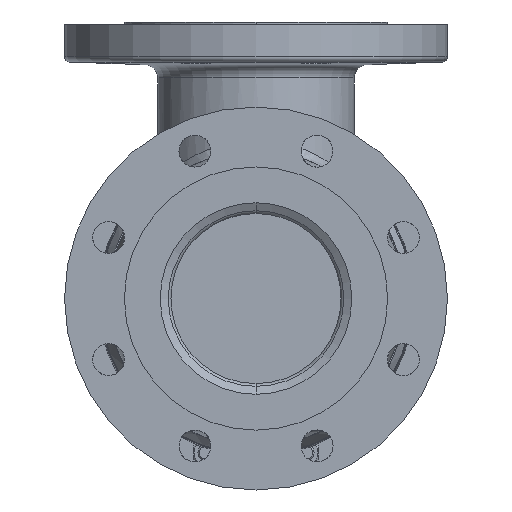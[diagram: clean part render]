
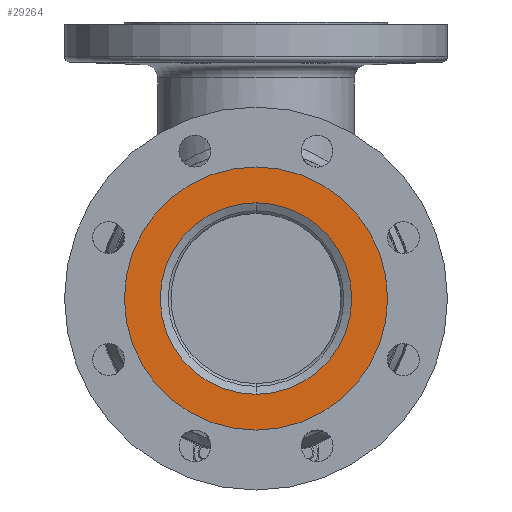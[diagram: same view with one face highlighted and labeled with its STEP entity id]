
A CAD part, front view. The second image highlights one B-rep face of the part: STEP entity #29264.
In plain terms, the highlighted planar face has unit normal (0, -1, 0).
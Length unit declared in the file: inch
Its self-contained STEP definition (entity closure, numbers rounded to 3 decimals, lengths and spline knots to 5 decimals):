
#568 = AXIS2_PLACEMENT_3D ( 'NONE', #39626, #33661, #23777 ) ;
#2938 = EDGE_CURVE ( 'NONE', #32183, #25002, #25010, .T. ) ;
#5332 = VERTEX_POINT ( 'NONE', #9310 ) ;
#6242 = EDGE_CURVE ( 'NONE', #32050, #5332, #17668, .T. ) ;
#6814 = CARTESIAN_POINT ( 'NONE',  ( 0., -9.90625, 0. ) ) ;
#9310 = CARTESIAN_POINT ( 'NONE',  ( 0., -9.90625, 3.0935 ) ) ;
#11779 = EDGE_LOOP ( 'NONE', ( #19111, #13845 ) ) ;
#12076 = CARTESIAN_POINT ( 'NONE',  ( 0., -9.90625, 0. ) ) ;
#13845 = ORIENTED_EDGE ( 'NONE', *, *, #6242, .F. ) ;
#15337 = DIRECTION ( 'NONE',  ( 0., 1., 0. ) ) ;
#16720 = DIRECTION ( 'NONE',  ( 0., 1., 0. ) ) ;
#17668 = CIRCLE ( 'NONE', #37870, 3.0935 ) ;
#19041 = EDGE_LOOP ( 'NONE', ( #25342, #28336 ) ) ;
#19111 = ORIENTED_EDGE ( 'NONE', *, *, #20779, .F. ) ;
#19563 = PLANE ( 'NONE',  #568 ) ;
#19976 = CIRCLE ( 'NONE', #40353, 2.25 ) ;
#20779 = EDGE_CURVE ( 'NONE', #5332, #32050, #28061, .T. ) ;
#20982 = FACE_OUTER_BOUND ( 'NONE', #11779, .T. ) ;
#21164 = CARTESIAN_POINT ( 'NONE',  ( 0., -9.90625, 0. ) ) ;
#22190 = DIRECTION ( 'NONE',  ( 0., 0., 1. ) ) ;
#23095 = AXIS2_PLACEMENT_3D ( 'NONE', #21164, #24504, #40507 ) ;
#23777 = DIRECTION ( 'NONE',  ( 0., 0., 1. ) ) ;
#24504 = DIRECTION ( 'NONE',  ( 0., 1., 0. ) ) ;
#24662 = CARTESIAN_POINT ( 'NONE',  ( 0., -9.90625, 0. ) ) ;
#24802 = DIRECTION ( 'NONE',  ( 0., 1., 0. ) ) ;
#25002 = VERTEX_POINT ( 'NONE', #42966 ) ;
#25010 = CIRCLE ( 'NONE', #23095, 2.25 ) ;
#25342 = ORIENTED_EDGE ( 'NONE', *, *, #2938, .T. ) ;
#26482 = DIRECTION ( 'NONE',  ( 0., 0., 1. ) ) ;
#28061 = CIRCLE ( 'NONE', #40556, 3.0935 ) ;
#28336 = ORIENTED_EDGE ( 'NONE', *, *, #29026, .T. ) ;
#29026 = EDGE_CURVE ( 'NONE', #25002, #32183, #19976, .T. ) ;
#29264 = ADVANCED_FACE ( 'NONE', ( #42856, #20982 ), #19563, .F. ) ;
#32050 = VERTEX_POINT ( 'NONE', #39129 ) ;
#32183 = VERTEX_POINT ( 'NONE', #34574 ) ;
#33661 = DIRECTION ( 'NONE',  ( 0., 1., 0. ) ) ;
#34574 = CARTESIAN_POINT ( 'NONE',  ( 0., -9.90625, 2.25 ) ) ;
#35814 = DIRECTION ( 'NONE',  ( 0., 0., 1. ) ) ;
#37870 = AXIS2_PLACEMENT_3D ( 'NONE', #12076, #15337, #35814 ) ;
#39129 = CARTESIAN_POINT ( 'NONE',  ( 0., -9.90625, -3.0935 ) ) ;
#39626 = CARTESIAN_POINT ( 'NONE',  ( 0., -9.90625, 0. ) ) ;
#40353 = AXIS2_PLACEMENT_3D ( 'NONE', #24662, #24802, #22190 ) ;
#40507 = DIRECTION ( 'NONE',  ( 0., 0., 1. ) ) ;
#40556 = AXIS2_PLACEMENT_3D ( 'NONE', #6814, #16720, #26482 ) ;
#42856 = FACE_BOUND ( 'NONE', #19041, .T. ) ;
#42966 = CARTESIAN_POINT ( 'NONE',  ( 0., -9.90625, -2.25 ) ) ;
